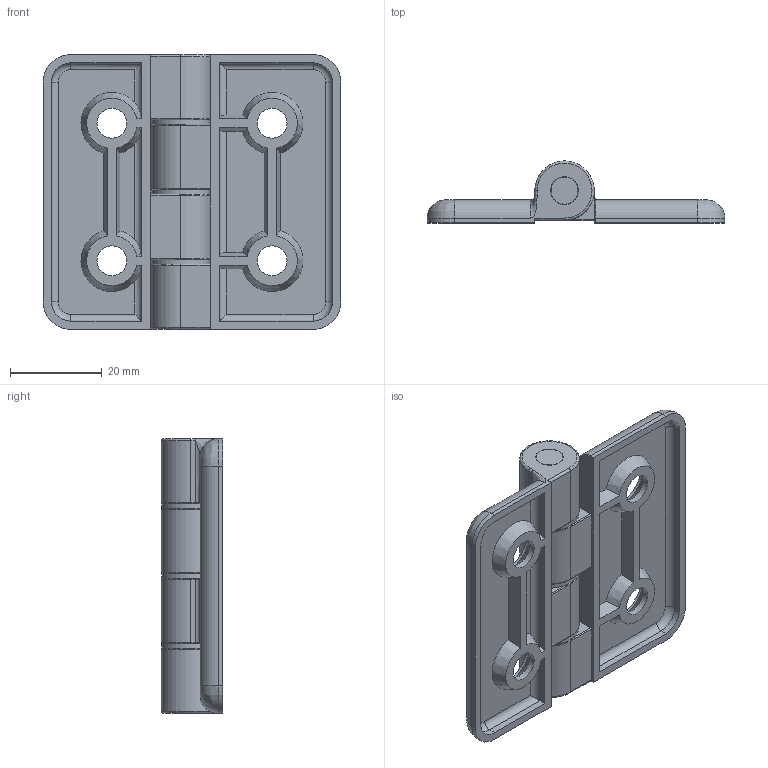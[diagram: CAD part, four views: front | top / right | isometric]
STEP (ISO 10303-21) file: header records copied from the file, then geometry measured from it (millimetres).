
FILE_DESCRIPTION(/* description */ (''),/* implementation_level */ '2;1');
FILE_NAME(/* name */ 'HC6065.stp',/* time_stamp */ '2024-10-03T13:45:56+09:00',/* author */ ('user'),/* organization */ (''),/* preprocessor_version */ 'ST-DEVELOPER v15.6',/* originating_system */ 'Autodesk Inventor 2015',/* authorisation */ '');
FILE_SCHEMA (('AUTOMOTIVE_DESIGN { 1 0 10303 214 3 1 1 }'));
Length unit declared in the file: millimetre
Products named in the file (5): 60날개; 70날개; 와샤_120601; 핀_0660; HC6065
Bounding box: 65 x 13.5 x 60 mm (x, y, z)
Volume: 16204.9 mm3; surface area: 14584 mm2
Topology: 6 solids, 6 shells, 176 faces, 427 edges, 267 vertices
Faces by surface type: cylinder 74, plane 62, torus 19, cone 12, bspline 9
Full cylindrical faces by diameter (mm): 5.9 x1, 6.1 x7, 6.5 x4, 12.5 x4, 12.8 x3
Entity records: 5793 total; most frequent: CARTESIAN_POINT 1728, DIRECTION 866, ORIENTED_EDGE 784, EDGE_CURVE 392, AXIS2_PLACEMENT_3D 344, VERTEX_POINT 255, EDGE_LOOP 209, LINE 178
